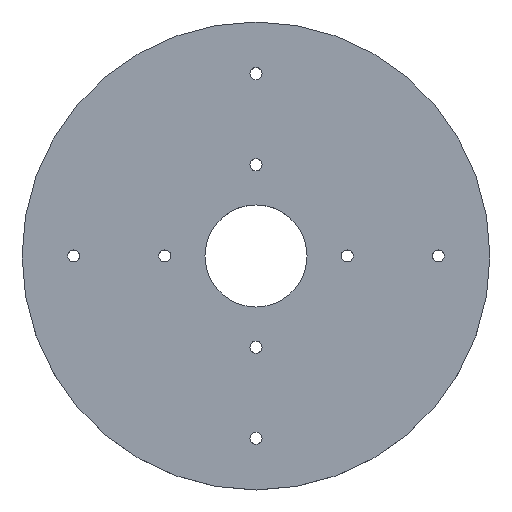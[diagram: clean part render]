
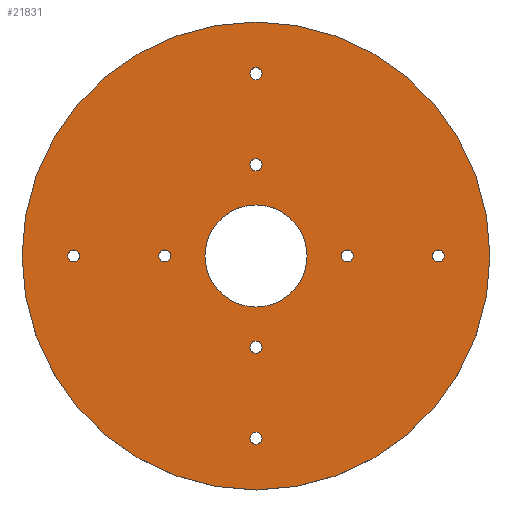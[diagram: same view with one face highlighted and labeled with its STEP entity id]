
A CAD part, top view. The second image highlights one B-rep face of the part: STEP entity #21831.
In plain terms, the highlighted planar face has unit normal (0, 0, 1).
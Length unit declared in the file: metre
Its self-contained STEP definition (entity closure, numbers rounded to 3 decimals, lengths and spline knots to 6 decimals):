
#2412=PLANE('',#23261);
#6828=ORIENTED_EDGE('',*,*,#14071,.F.);
#6829=ORIENTED_EDGE('',*,*,#14072,.F.);
#6830=ORIENTED_EDGE('',*,*,#14073,.F.);
#6831=ORIENTED_EDGE('',*,*,#14074,.F.);
#6832=ORIENTED_EDGE('',*,*,#14075,.F.);
#6833=ORIENTED_EDGE('',*,*,#14076,.F.);
#6834=ORIENTED_EDGE('',*,*,#14077,.F.);
#6835=ORIENTED_EDGE('',*,*,#14078,.F.);
#6836=ORIENTED_EDGE('',*,*,#14079,.F.);
#6837=ORIENTED_EDGE('',*,*,#14070,.T.);
#14070=EDGE_CURVE('',#17692,#17692,#19114,.T.);
#14071=EDGE_CURVE('',#17693,#17693,#19115,.T.);
#14072=EDGE_CURVE('',#17694,#17694,#19116,.T.);
#14073=EDGE_CURVE('',#17695,#17695,#19117,.T.);
#14074=EDGE_CURVE('',#17696,#17696,#19118,.T.);
#14075=EDGE_CURVE('',#17697,#17697,#19119,.T.);
#14076=EDGE_CURVE('',#17698,#17698,#19120,.T.);
#14077=EDGE_CURVE('',#17699,#17699,#19121,.T.);
#14078=EDGE_CURVE('',#17700,#17700,#19122,.T.);
#14079=EDGE_CURVE('',#17701,#17701,#19123,.T.);
#17692=VERTEX_POINT('',#35176);
#17693=VERTEX_POINT('',#35179);
#17694=VERTEX_POINT('',#35181);
#17695=VERTEX_POINT('',#35183);
#17696=VERTEX_POINT('',#35185);
#17697=VERTEX_POINT('',#35187);
#17698=VERTEX_POINT('',#35189);
#17699=VERTEX_POINT('',#35191);
#17700=VERTEX_POINT('',#35193);
#17701=VERTEX_POINT('',#35195);
#19114=CIRCLE('',#23260,0.064158);
#19115=CIRCLE('',#23262,0.014);
#19116=CIRCLE('',#23263,0.00165);
#19117=CIRCLE('',#23264,0.00165);
#19118=CIRCLE('',#23265,0.00165);
#19119=CIRCLE('',#23266,0.00165);
#19120=CIRCLE('',#23267,0.00165);
#19121=CIRCLE('',#23268,0.00165);
#19122=CIRCLE('',#23269,0.00165);
#19123=CIRCLE('',#23270,0.00165);
#19339=EDGE_LOOP('',(#6828));
#19340=EDGE_LOOP('',(#6829));
#19341=EDGE_LOOP('',(#6830));
#19342=EDGE_LOOP('',(#6831));
#19343=EDGE_LOOP('',(#6832));
#19344=EDGE_LOOP('',(#6833));
#19345=EDGE_LOOP('',(#6834));
#19346=EDGE_LOOP('',(#6835));
#19347=EDGE_LOOP('',(#6836));
#19348=EDGE_LOOP('',(#6837));
#20585=FACE_BOUND('',#19339,.T.);
#20586=FACE_BOUND('',#19340,.T.);
#20587=FACE_BOUND('',#19341,.T.);
#20588=FACE_BOUND('',#19342,.T.);
#20589=FACE_BOUND('',#19343,.T.);
#20590=FACE_BOUND('',#19344,.T.);
#20591=FACE_BOUND('',#19345,.T.);
#20592=FACE_BOUND('',#19346,.T.);
#20593=FACE_BOUND('',#19347,.T.);
#20594=FACE_BOUND('',#19348,.T.);
#21831=ADVANCED_FACE('',(#20585,#20586,#20587,#20588,#20589,#20590,#20591,
#20592,#20593,#20594),#2412,.T.);
#23260=AXIS2_PLACEMENT_3D('',#35175,#25102,#25103);
#23261=AXIS2_PLACEMENT_3D('',#35177,#25104,#25105);
#23262=AXIS2_PLACEMENT_3D('',#35178,#25106,#25107);
#23263=AXIS2_PLACEMENT_3D('',#35180,#25108,#25109);
#23264=AXIS2_PLACEMENT_3D('',#35182,#25110,#25111);
#23265=AXIS2_PLACEMENT_3D('',#35184,#25112,#25113);
#23266=AXIS2_PLACEMENT_3D('',#35186,#25114,#25115);
#23267=AXIS2_PLACEMENT_3D('',#35188,#25116,#25117);
#23268=AXIS2_PLACEMENT_3D('',#35190,#25118,#25119);
#23269=AXIS2_PLACEMENT_3D('',#35192,#25120,#25121);
#23270=AXIS2_PLACEMENT_3D('',#35194,#25122,#25123);
#25102=DIRECTION('',(0.,0.,1.));
#25103=DIRECTION('',(1.,0.,0.));
#25104=DIRECTION('',(0.,0.,1.));
#25105=DIRECTION('',(1.,0.,0.));
#25106=DIRECTION('',(0.,0.,1.));
#25107=DIRECTION('',(1.,0.,0.));
#25108=DIRECTION('',(0.,0.,1.));
#25109=DIRECTION('',(1.,0.,0.));
#25110=DIRECTION('',(0.,0.,1.));
#25111=DIRECTION('',(1.,0.,0.));
#25112=DIRECTION('',(0.,0.,1.));
#25113=DIRECTION('',(1.,0.,0.));
#25114=DIRECTION('',(0.,0.,1.));
#25115=DIRECTION('',(1.,0.,0.));
#25116=DIRECTION('',(0.,0.,1.));
#25117=DIRECTION('',(1.,0.,0.));
#25118=DIRECTION('',(0.,0.,1.));
#25119=DIRECTION('',(1.,0.,0.));
#25120=DIRECTION('',(0.,0.,1.));
#25121=DIRECTION('',(1.,0.,0.));
#25122=DIRECTION('',(0.,0.,1.));
#25123=DIRECTION('',(1.,0.,0.));
#35175=CARTESIAN_POINT('',(0.,0.,0.0095));
#35176=CARTESIAN_POINT('',(0.064158,0.,0.0095));
#35177=CARTESIAN_POINT('',(0.,0.,0.0095));
#35178=CARTESIAN_POINT('',(0.,0.,0.0095));
#35179=CARTESIAN_POINT('',(0.014,0.,0.0095));
#35180=CARTESIAN_POINT('',(0.,0.05,0.0095));
#35181=CARTESIAN_POINT('',(0.00165,0.05,0.0095));
#35182=CARTESIAN_POINT('',(-0.05,0.,0.0095));
#35183=CARTESIAN_POINT('',(-0.04835,0.,0.0095));
#35184=CARTESIAN_POINT('',(0.,-0.05,0.0095));
#35185=CARTESIAN_POINT('',(0.00165,-0.05,0.0095));
#35186=CARTESIAN_POINT('',(0.,-0.025,0.0095));
#35187=CARTESIAN_POINT('',(0.00165,-0.025,0.0095));
#35188=CARTESIAN_POINT('',(0.05,0.,0.0095));
#35189=CARTESIAN_POINT('',(0.05165,0.,0.0095));
#35190=CARTESIAN_POINT('',(0.025,0.,0.0095));
#35191=CARTESIAN_POINT('',(0.02665,0.,0.0095));
#35192=CARTESIAN_POINT('',(-0.025,0.,0.0095));
#35193=CARTESIAN_POINT('',(-0.02335,0.,0.0095));
#35194=CARTESIAN_POINT('',(0.,0.025,0.0095));
#35195=CARTESIAN_POINT('',(0.00165,0.025,0.0095));
